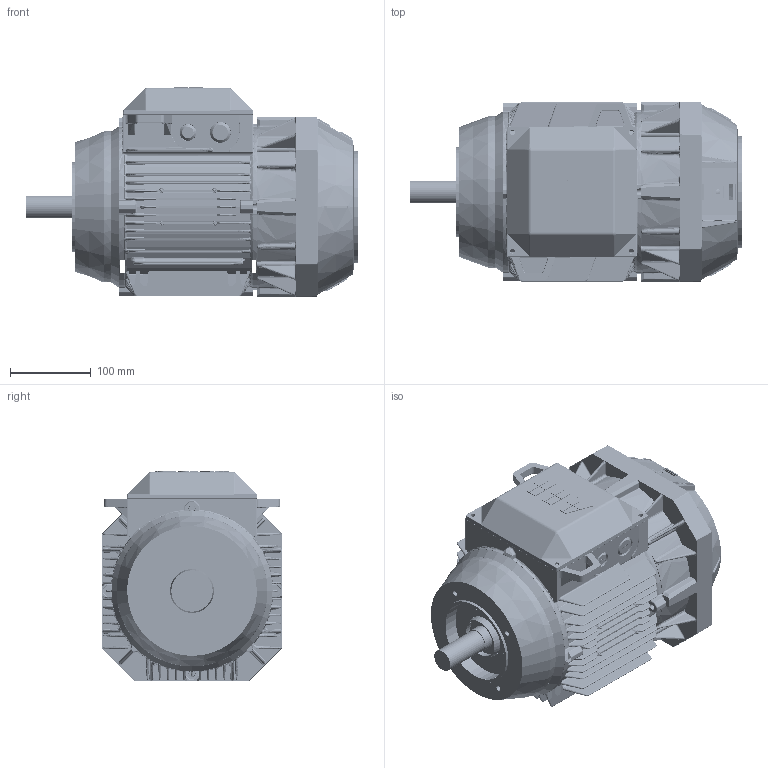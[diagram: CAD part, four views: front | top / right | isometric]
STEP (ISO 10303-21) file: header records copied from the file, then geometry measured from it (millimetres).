
FILE_DESCRIPTION(/* description */ (''),/* implementation_level */ '2;1');
FILE_NAME(/* name */ 'M3AA IE3 112L B14.stp',/* time_stamp */ '2015-08-06T16:40:23+02:00',/* author */ (''),/* organization */ (''),/* preprocessor_version */ 'ST-DEVELOPER v14',/* originating_system */ 'SIEMENS PLM Software NX 8.0',/* authorisation */ '');
FILE_SCHEMA (('AUTOMOTIVE_DESIGN { 1 0 10303 214 3 1 1 1 }'));
Products named in the file (1): M3AA IE3 112L B14_igs
Bounding box: 410 x 222 x 259 mm (x, y, z)
Surface area: 755930.4 mm2 (no closed solid volume)
Topology: 0 solids, 3937 shells, 3937 faces, 19411 edges, 19071 vertices
Faces by surface type: bspline 1793, cylinder 900, plane 726, sphere 205, torus 191, cone 122
Full cylindrical faces by diameter (mm): 133.966 x1, 186.5 x1, 193 x2, 195.895 x1
Entity records: 292749 total; most frequent: CARTESIAN_POINT 141388, VERTEX_POINT 19071, ORIENTED_EDGE 19067, EDGE_CURVE 19067, DIRECTION 14793, B_SPLINE_CURVE_WITH_KNOTS 11451, AXIS2_PLACEMENT_3D 5462, EDGE_LOOP 4115
